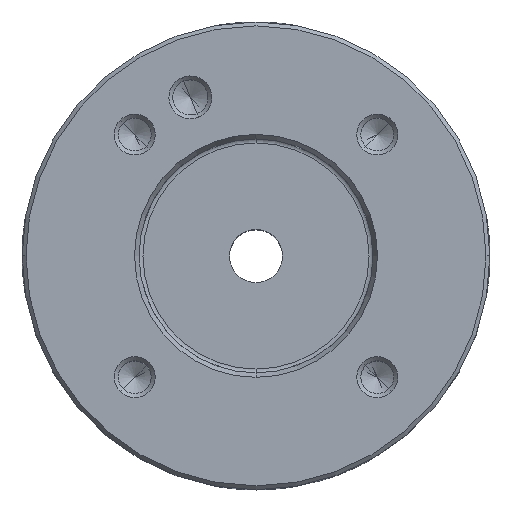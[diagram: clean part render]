
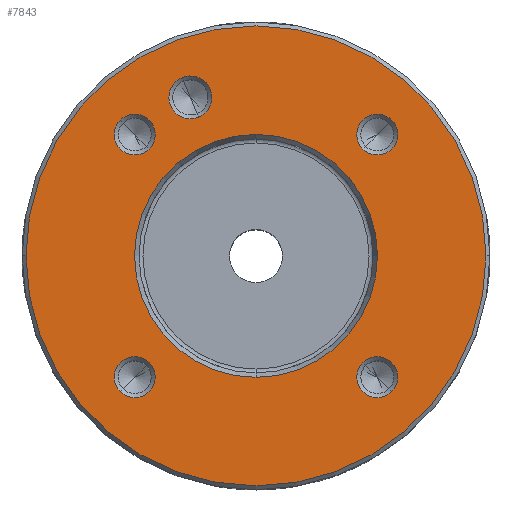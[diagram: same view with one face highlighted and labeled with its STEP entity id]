
A CAD part, top view. The second image highlights one B-rep face of the part: STEP entity #7843.
In plain terms, the highlighted planar face has unit normal (0, 0, 1).
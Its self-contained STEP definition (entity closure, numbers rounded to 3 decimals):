
#1135=CARTESIAN_POINT('',(0.,0.,
60.));
#1136=DIRECTION('',(0.,0.,1.));
#1137=DIRECTION('',(-1.,0.,0.));
#1138=AXIS2_PLACEMENT_3D('',#1135,#1136,#1137);
#1143=CARTESIAN_POINT('',(0.,0.,
60.));
#1144=DIRECTION('',(0.,0.,1.));
#1145=DIRECTION('',(1.,0.,0.));
#1146=AXIS2_PLACEMENT_3D('',#1143,#1144,#1145);
#1151=CARTESIAN_POINT('',(-8.419,20.325,60.));
#1152=DIRECTION('',(0.,0.,-1.));
#1153=DIRECTION('',(0.383,-0.924,0.));
#1154=AXIS2_PLACEMENT_3D('',#1151,#1152,#1153);
#1159=CARTESIAN_POINT('',(-8.419,20.325,60.));
#1160=DIRECTION('',(0.,0.,-1.));
#1161=DIRECTION('',(-0.383,0.924,0.));
#1162=AXIS2_PLACEMENT_3D('',#1159,#1160,#1161);
#1167=CARTESIAN_POINT('',(-15.556,-15.556,60.));
#1168=DIRECTION('',(0.,0.,-1.));
#1169=DIRECTION('',(-0.707,-0.707,0.));
#1170=AXIS2_PLACEMENT_3D('',#1167,#1168,#1169);
#1175=CARTESIAN_POINT('',(-15.556,-15.556,60.));
#1176=DIRECTION('',(0.,0.,-1.));
#1177=DIRECTION('',(0.707,0.707,0.));
#1178=AXIS2_PLACEMENT_3D('',#1175,#1176,#1177);
#1183=CARTESIAN_POINT('',(-15.556,15.556,60.));
#1184=DIRECTION('',(0.,0.,-1.));
#1185=DIRECTION('',(-0.707,0.707,0.));
#1186=AXIS2_PLACEMENT_3D('',#1183,#1184,#1185);
#1191=CARTESIAN_POINT('',(-15.556,15.556,60.));
#1192=DIRECTION('',(0.,0.,-1.));
#1193=DIRECTION('',(0.707,-0.707,0.));
#1194=AXIS2_PLACEMENT_3D('',#1191,#1192,#1193);
#1199=CARTESIAN_POINT('',(15.556,15.556,60.));
#1200=DIRECTION('',(0.,0.,-1.));
#1201=DIRECTION('',(0.707,0.707,0.));
#1202=AXIS2_PLACEMENT_3D('',#1199,#1200,#1201);
#1207=CARTESIAN_POINT('',(15.556,15.556,60.));
#1208=DIRECTION('',(0.,0.,-1.));
#1209=DIRECTION('',(-0.707,-0.707,0.));
#1210=AXIS2_PLACEMENT_3D('',#1207,#1208,#1209);
#1215=CARTESIAN_POINT('',(15.556,-15.556,60.));
#1216=DIRECTION('',(0.,0.,-1.));
#1217=DIRECTION('',(0.707,-0.707,0.));
#1218=AXIS2_PLACEMENT_3D('',#1215,#1216,#1217);
#1223=CARTESIAN_POINT('',(15.556,-15.556,60.));
#1224=DIRECTION('',(0.,0.,-1.));
#1225=DIRECTION('',(-0.707,0.707,0.));
#1226=AXIS2_PLACEMENT_3D('',#1223,#1224,#1225);
#1238=CARTESIAN_POINT('',(0.,0.,60.));
#1239=DIRECTION('',(0.,0.,-1.));
#1240=DIRECTION('',(0.,-1.,0.));
#1241=AXIS2_PLACEMENT_3D('',#1238,#1239,#1240);
#1254=CARTESIAN_POINT('',(0.,0.,60.));
#1255=DIRECTION('',(0.,0.,-1.));
#1256=DIRECTION('',(0.,1.,0.));
#1257=AXIS2_PLACEMENT_3D('',#1254,#1255,#1256);
#6877=CARTESIAN_POINT('',(-29.5,0.,60.));
#6878=CARTESIAN_POINT('',(29.5,0.,
60.));
#6879=VERTEX_POINT('',#6877);
#6880=VERTEX_POINT('',#6878);
#6911=CARTESIAN_POINT('',(-7.367,17.785,60.));
#6912=VERTEX_POINT('',#6911);
#6913=CARTESIAN_POINT('',(-9.471,22.866,60.));
#6914=VERTEX_POINT('',#6913);
#6925=CARTESIAN_POINT('',(-17.413,-17.413,60.));
#6926=VERTEX_POINT('',#6925);
#6927=CARTESIAN_POINT('',(-13.7,-13.7,60.));
#6928=VERTEX_POINT('',#6927);
#6935=CARTESIAN_POINT('',(-17.413,17.413,60.));
#6936=VERTEX_POINT('',#6935);
#6937=CARTESIAN_POINT('',(-13.7,13.7,60.));
#6938=VERTEX_POINT('',#6937);
#6945=CARTESIAN_POINT('',(17.413,17.413,60.));
#6946=VERTEX_POINT('',#6945);
#6947=CARTESIAN_POINT('',(13.7,13.7,60.));
#6948=VERTEX_POINT('',#6947);
#6955=CARTESIAN_POINT('',(17.413,-17.413,60.));
#6956=VERTEX_POINT('',#6955);
#6957=CARTESIAN_POINT('',(13.7,-13.7,60.));
#6958=VERTEX_POINT('',#6957);
#7015=CARTESIAN_POINT('',(0.,-15.577,60.));
#7016=CARTESIAN_POINT('',(0.,15.577,60.));
#7017=VERTEX_POINT('',#7015);
#7018=VERTEX_POINT('',#7016);
#7797=CARTESIAN_POINT('',(0.,0.,60.));
#7798=DIRECTION('',(0.,0.,-1.));
#7799=DIRECTION('',(1.,0.,0.));
#7800=AXIS2_PLACEMENT_3D('',#7797,#7798,#7799);
#7801=PLANE('',#7800);
#7802=ORIENTED_EDGE('',*,*,#7787,.F.);
#7804=ORIENTED_EDGE('',*,*,#7803,.F.);
#7805=EDGE_LOOP('',(#7802,#7804));
#7806=FACE_OUTER_BOUND('',#7805,.F.);
#7808=ORIENTED_EDGE('',*,*,#7807,.F.);
#7810=ORIENTED_EDGE('',*,*,#7809,.F.);
#7811=EDGE_LOOP('',(#7808,#7810));
#7812=FACE_BOUND('',#7811,.F.);
#7814=ORIENTED_EDGE('',*,*,#7813,.F.);
#7816=ORIENTED_EDGE('',*,*,#7815,.F.);
#7817=EDGE_LOOP('',(#7814,#7816));
#7818=FACE_BOUND('',#7817,.F.);
#7820=ORIENTED_EDGE('',*,*,#7819,.F.);
#7822=ORIENTED_EDGE('',*,*,#7821,.F.);
#7823=EDGE_LOOP('',(#7820,#7822));
#7824=FACE_BOUND('',#7823,.F.);
#7826=ORIENTED_EDGE('',*,*,#7825,.F.);
#7828=ORIENTED_EDGE('',*,*,#7827,.F.);
#7829=EDGE_LOOP('',(#7826,#7828));
#7830=FACE_BOUND('',#7829,.F.);
#7832=ORIENTED_EDGE('',*,*,#7831,.F.);
#7834=ORIENTED_EDGE('',*,*,#7833,.F.);
#7835=EDGE_LOOP('',(#7832,#7834));
#7836=FACE_BOUND('',#7835,.F.);
#7838=ORIENTED_EDGE('',*,*,#7837,.F.);
#7840=ORIENTED_EDGE('',*,*,#7839,.F.);
#7841=EDGE_LOOP('',(#7838,#7840));
#7842=FACE_BOUND('',#7841,.F.);
#1139=CIRCLE('',#1138,29.5);
#1147=CIRCLE('',#1146,29.5);
#1155=CIRCLE('',#1154,2.75);
#1163=CIRCLE('',#1162,2.75);
#1171=CIRCLE('',#1170,2.625);
#1179=CIRCLE('',#1178,2.625);
#1187=CIRCLE('',#1186,2.625);
#1195=CIRCLE('',#1194,2.625);
#1203=CIRCLE('',#1202,2.625);
#1211=CIRCLE('',#1210,2.625);
#1219=CIRCLE('',#1218,2.625);
#1227=CIRCLE('',#1226,2.625);
#1242=CIRCLE('',#1241,15.577);
#1258=CIRCLE('',#1257,15.577);
#7787=EDGE_CURVE('',#6879,#6880,#1139,.T.);
#7803=EDGE_CURVE('',#6880,#6879,#1147,.T.);
#7807=EDGE_CURVE('',#7017,#7018,#1242,.T.);
#7809=EDGE_CURVE('',#7018,#7017,#1258,.T.);
#7813=EDGE_CURVE('',#6912,#6914,#1155,.T.);
#7815=EDGE_CURVE('',#6914,#6912,#1163,.T.);
#7819=EDGE_CURVE('',#6926,#6928,#1171,.T.);
#7821=EDGE_CURVE('',#6928,#6926,#1179,.T.);
#7825=EDGE_CURVE('',#6936,#6938,#1187,.T.);
#7827=EDGE_CURVE('',#6938,#6936,#1195,.T.);
#7831=EDGE_CURVE('',#6946,#6948,#1203,.T.);
#7833=EDGE_CURVE('',#6948,#6946,#1211,.T.);
#7837=EDGE_CURVE('',#6956,#6958,#1219,.T.);
#7839=EDGE_CURVE('',#6958,#6956,#1227,.T.);
#7843=ADVANCED_FACE('',(#7806,#7812,#7818,#7824,#7830,#7836,#7842),#7801,.F.);
